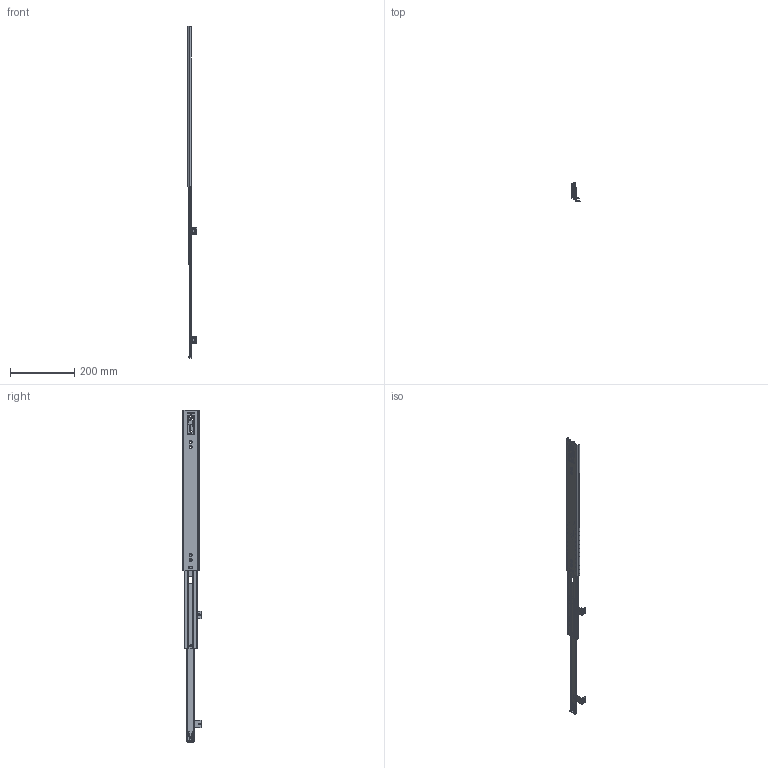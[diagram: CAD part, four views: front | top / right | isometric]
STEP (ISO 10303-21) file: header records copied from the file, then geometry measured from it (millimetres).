
FILE_DESCRIPTION(/* description */ ('Überauszug Serie 036 500x534 Rechts'),/* implementation_level */ '2;1');
FILE_NAME(/* name */ '07000061008.stp',/* time_stamp */ '2020-07-07T12:49:40+02:00',/* author */ ('Philipp Joos'),/* organization */ (''),/* preprocessor_version */ 'ST-DEVELOPER v18',/* originating_system */ 'Autodesk Inventor 2020',/* authorisation */ '');
FILE_SCHEMA (('AUTOMOTIVE_DESIGN { 1 0 10303 214 3 1 1 }'));
Products named in the file (1): 07000061008
Bounding box: 29.3 x 60.24 x 1034.05 mm (x, y, z)
Volume: 148747.7 mm3; surface area: 219383.8 mm2
Topology: 66 solids, 66 shells, 3432 faces, 9913 edges, 6452 vertices
Faces by surface type: plane 1481, cylinder 974, cone 399, torus 258, bspline 256, sphere 64
Full cylindrical faces by diameter (mm): 1 x8, 2.3 x2, 4 x4, 4.1 x8, 4.4 x2, 4.5 x4, 4.6 x6, 5 x6, 5.9 x1, 6 x9, 8 x3, 8.2 x1, 8.5 x2, 11 x1
Entity records: 150186 total; most frequent: CARTESIAN_POINT 59937, ORIENTED_EDGE 19592, DIRECTION 16744, EDGE_CURVE 9796, VERTEX_POINT 6452, AXIS2_PLACEMENT_3D 6008, LINE 4728, VECTOR 4728
